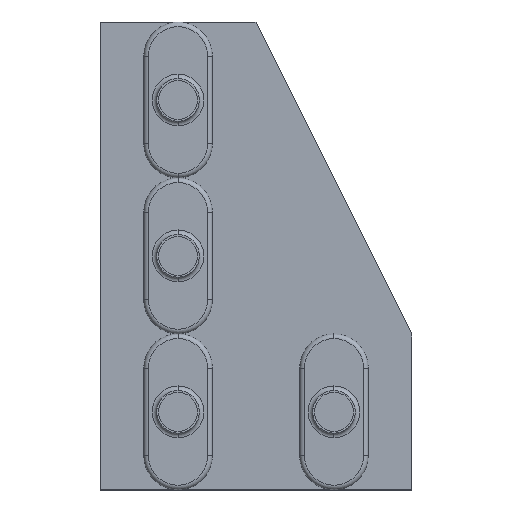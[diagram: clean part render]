
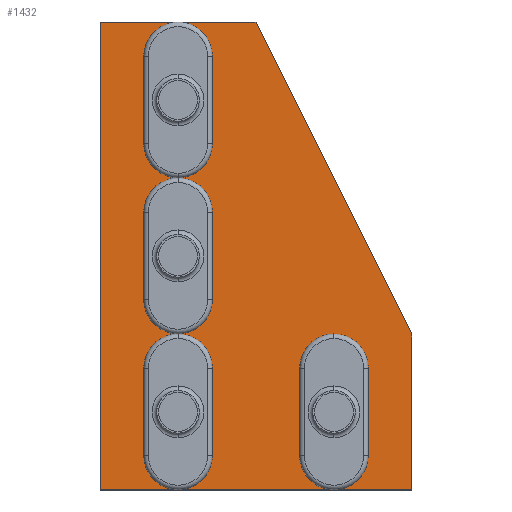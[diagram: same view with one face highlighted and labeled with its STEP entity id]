
A CAD part, top view. The second image highlights one B-rep face of the part: STEP entity #1432.
In plain terms, the highlighted planar face has unit normal (0, 0, 1).
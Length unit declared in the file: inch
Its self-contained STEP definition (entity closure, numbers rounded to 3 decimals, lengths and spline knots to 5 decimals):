
#1 = VERTEX_POINT ( 'NONE', #1451 ) ;
#151 = CARTESIAN_POINT ( 'NONE',  ( 0.6285, 1.5, 0.188 ) ) ;
#157 = CIRCLE ( 'NONE', #158, 0.1285 ) ;
#158 = AXIS2_PLACEMENT_3D ( 'NONE', #159, #161, #162 ) ;
#159 = CARTESIAN_POINT ( 'NONE',  ( 0.5, 1.5, 0.188 ) ) ;
#161 = DIRECTION ( 'NONE',  ( 0., 0., 1. ) ) ;
#162 = DIRECTION ( 'NONE',  ( 1., 0., 0. ) ) ;
#193 = VERTEX_POINT ( 'NONE', #1526 ) ;
#194 = EDGE_CURVE ( 'NONE', #702, #1295, #1527, .T. ) ;
#211 = EDGE_CURVE ( 'NONE', #2132, #1, #1536, .T. ) ;
#238 = CIRCLE ( 'NONE', #239, 0.1285 ) ;
#239 = AXIS2_PLACEMENT_3D ( 'NONE', #240, #241, #242 ) ;
#240 = CARTESIAN_POINT ( 'NONE',  ( 0.5, 1.5, 0.188 ) ) ;
#241 = DIRECTION ( 'NONE',  ( 0., 0., 1. ) ) ;
#242 = DIRECTION ( 'NONE',  ( 1., 0., 0. ) ) ;
#291 = CARTESIAN_POINT ( 'NONE',  ( 0.6285, 0.5, 0.188 ) ) ;
#296 = VERTEX_POINT ( 'NONE', #1597 ) ;
#348 = FACE_BOUND ( 'NONE', #1399, .T. ) ;
#349 = FACE_BOUND ( 'NONE', #2084, .T. ) ;
#350 = FACE_BOUND ( 'NONE', #2001, .T. ) ;
#351 = FACE_BOUND ( 'NONE', #1347, .T. ) ;
#352 = FACE_OUTER_BOUND ( 'NONE', #1238, .T. ) ;
#353 = PLANE ( 'NONE',  #354 ) ;
#354 = AXIS2_PLACEMENT_3D ( 'NONE', #355, #356, #357 ) ;
#355 = CARTESIAN_POINT ( 'NONE',  ( 0., 0., 0.188 ) ) ;
#356 = DIRECTION ( 'NONE',  ( 0., 0., -1. ) ) ;
#357 = DIRECTION ( 'NONE',  ( -1., 0., 0. ) ) ;
#388 = CARTESIAN_POINT ( 'NONE',  ( 1.3715, 0.5, 0.188 ) ) ;
#390 = LINE ( 'NONE', #391, #392 ) ;
#391 = CARTESIAN_POINT ( 'NONE',  ( 1., 3., 0.188 ) ) ;
#392 = VECTOR ( 'NONE', #393, 39.37008 ) ;
#393 = DIRECTION ( 'NONE',  ( -0.447, 0.894, 0. ) ) ;
#395 = CIRCLE ( 'NONE', #397, 0.1285 ) ;
#397 = AXIS2_PLACEMENT_3D ( 'NONE', #398, #399, #400 ) ;
#398 = CARTESIAN_POINT ( 'NONE',  ( 0.5, 0.5, 0.188 ) ) ;
#399 = DIRECTION ( 'NONE',  ( 0., 0., 1. ) ) ;
#400 = DIRECTION ( 'NONE',  ( 1., 0., 0. ) ) ;
#401 = LINE ( 'NONE', #402, #403 ) ;
#402 = CARTESIAN_POINT ( 'NONE',  ( 2., 1., 0.188 ) ) ;
#403 = VECTOR ( 'NONE', #404, 39.37008 ) ;
#404 = DIRECTION ( 'NONE',  ( 0., 1., 0. ) ) ;
#405 = CIRCLE ( 'NONE', #406, 0.1285 ) ;
#406 = AXIS2_PLACEMENT_3D ( 'NONE', #407, #408, #409 ) ;
#407 = CARTESIAN_POINT ( 'NONE',  ( 1.5, 0.5, 0.188 ) ) ;
#408 = DIRECTION ( 'NONE',  ( 0., 0., 1. ) ) ;
#409 = DIRECTION ( 'NONE',  ( 1., 0., 0. ) ) ;
#433 = LINE ( 'NONE', #434, #435 ) ;
#434 = CARTESIAN_POINT ( 'NONE',  ( 2., 0., 0.188 ) ) ;
#435 = VECTOR ( 'NONE', #436, 39.37008 ) ;
#436 = DIRECTION ( 'NONE',  ( 1., 0., 0. ) ) ;
#630 = EDGE_CURVE ( 'NONE', #1237, #2126, #1700, .T. ) ;
#669 = ORIENTED_EDGE ( 'NONE', *, *, #1444, .T. ) ;
#702 = VERTEX_POINT ( 'NONE', #1712 ) ;
#1147 = VERTEX_POINT ( 'NONE', #151 ) ;
#1148 = ORIENTED_EDGE ( 'NONE', *, *, #1503, .T. ) ;
#1224 = EDGE_CURVE ( 'NONE', #2011, #1147, #238, .T. ) ;
#1232 = VERTEX_POINT ( 'NONE', #291 ) ;
#1237 = VERTEX_POINT ( 'NONE', #388 ) ;
#1238 = EDGE_LOOP ( 'NONE', ( #1148, #669, #1979, #1651, #1415 ) ) ;
#1243 = EDGE_CURVE ( 'NONE', #1291, #1232, #395, .T. ) ;
#1255 = ORIENTED_EDGE ( 'NONE', *, *, #1243, .F. ) ;
#1281 = EDGE_CURVE ( 'NONE', #1232, #1291, #1498, .T. ) ;
#1291 = VERTEX_POINT ( 'NONE', #1594 ) ;
#1295 = VERTEX_POINT ( 'NONE', #1604 ) ;
#1301 = ORIENTED_EDGE ( 'NONE', *, *, #1281, .F. ) ;
#1335 = ORIENTED_EDGE ( 'NONE', *, *, #2123, .F. ) ;
#1347 = EDGE_LOOP ( 'NONE', ( #1301, #1255 ) ) ;
#1382 = ORIENTED_EDGE ( 'NONE', *, *, #630, .F. ) ;
#1399 = EDGE_LOOP ( 'NONE', ( #1335, #2094 ) ) ;
#1415 = ORIENTED_EDGE ( 'NONE', *, *, #194, .T. ) ;
#1432 = ADVANCED_FACE ( 'NONE', ( #348, #349, #350, #351, #352 ), #353, .F. ) ;
#1440 = EDGE_CURVE ( 'NONE', #296, #1988, #390, .T. ) ;
#1444 = EDGE_CURVE ( 'NONE', #193, #296, #401, .T. ) ;
#1445 = EDGE_CURVE ( 'NONE', #2126, #1237, #405, .T. ) ;
#1451 = CARTESIAN_POINT ( 'NONE',  ( 0.6285, 2.5, 0.188 ) ) ;
#1498 = CIRCLE ( 'NONE', #1499, 0.1285 ) ;
#1499 = AXIS2_PLACEMENT_3D ( 'NONE', #1500, #1501, #1502 ) ;
#1500 = CARTESIAN_POINT ( 'NONE',  ( 0.5, 0.5, 0.188 ) ) ;
#1501 = DIRECTION ( 'NONE',  ( 0., 0., 1. ) ) ;
#1502 = DIRECTION ( 'NONE',  ( 1., 0., 0. ) ) ;
#1503 = EDGE_CURVE ( 'NONE', #1295, #193, #433, .T. ) ;
#1526 = CARTESIAN_POINT ( 'NONE',  ( 2., 0., 0.188 ) ) ;
#1527 = LINE ( 'NONE', #1528, #1529 ) ;
#1528 = CARTESIAN_POINT ( 'NONE',  ( 0., 0., 0.188 ) ) ;
#1529 = VECTOR ( 'NONE', #1530, 39.37008 ) ;
#1530 = DIRECTION ( 'NONE',  ( 0., -1., 0. ) ) ;
#1536 = CIRCLE ( 'NONE', #1537, 0.1285 ) ;
#1537 = AXIS2_PLACEMENT_3D ( 'NONE', #1538, #1539, #1542 ) ;
#1538 = CARTESIAN_POINT ( 'NONE',  ( 0.5, 2.5, 0.188 ) ) ;
#1539 = DIRECTION ( 'NONE',  ( 0., 0., 1. ) ) ;
#1542 = DIRECTION ( 'NONE',  ( 1., 0., 0. ) ) ;
#1572 = CARTESIAN_POINT ( 'NONE',  ( 1., 3., 0.188 ) ) ;
#1594 = CARTESIAN_POINT ( 'NONE',  ( 0.3715, 0.5, 0.188 ) ) ;
#1597 = CARTESIAN_POINT ( 'NONE',  ( 2., 1., 0.188 ) ) ;
#1604 = CARTESIAN_POINT ( 'NONE',  ( 0., 0., 0.188 ) ) ;
#1650 = EDGE_CURVE ( 'NONE', #1988, #702, #1752, .T. ) ;
#1651 = ORIENTED_EDGE ( 'NONE', *, *, #1650, .T. ) ;
#1675 = CIRCLE ( 'NONE', #1676, 0.1285 ) ;
#1676 = AXIS2_PLACEMENT_3D ( 'NONE', #1677, #1678, #1679 ) ;
#1677 = CARTESIAN_POINT ( 'NONE',  ( 0.5, 2.5, 0.188 ) ) ;
#1678 = DIRECTION ( 'NONE',  ( 0., 0., 1. ) ) ;
#1679 = DIRECTION ( 'NONE',  ( 1., 0., 0. ) ) ;
#1685 = CARTESIAN_POINT ( 'NONE',  ( 1.6285, 0.5, 0.188 ) ) ;
#1700 = CIRCLE ( 'NONE', #1701, 0.1285 ) ;
#1701 = AXIS2_PLACEMENT_3D ( 'NONE', #1702, #1703, #1704 ) ;
#1702 = CARTESIAN_POINT ( 'NONE',  ( 1.5, 0.5, 0.188 ) ) ;
#1703 = DIRECTION ( 'NONE',  ( 0., 0., 1. ) ) ;
#1704 = DIRECTION ( 'NONE',  ( 1., 0., 0. ) ) ;
#1711 = CARTESIAN_POINT ( 'NONE',  ( 0.3715, 2.5, 0.188 ) ) ;
#1712 = CARTESIAN_POINT ( 'NONE',  ( 0., 3., 0.188 ) ) ;
#1719 = CARTESIAN_POINT ( 'NONE',  ( 0.3715, 1.5, 0.188 ) ) ;
#1752 = LINE ( 'NONE', #1753, #1754 ) ;
#1753 = CARTESIAN_POINT ( 'NONE',  ( 0., 3., 0.188 ) ) ;
#1754 = VECTOR ( 'NONE', #1755, 39.37008 ) ;
#1755 = DIRECTION ( 'NONE',  ( -1., 0., 0. ) ) ;
#1781 = ORIENTED_EDGE ( 'NONE', *, *, #1445, .F. ) ;
#1979 = ORIENTED_EDGE ( 'NONE', *, *, #1440, .T. ) ;
#1988 = VERTEX_POINT ( 'NONE', #1572 ) ;
#2001 = EDGE_LOOP ( 'NONE', ( #1781, #1382 ) ) ;
#2008 = ORIENTED_EDGE ( 'NONE', *, *, #1224, .F. ) ;
#2011 = VERTEX_POINT ( 'NONE', #1719 ) ;
#2032 = EDGE_CURVE ( 'NONE', #1147, #2011, #157, .T. ) ;
#2053 = ORIENTED_EDGE ( 'NONE', *, *, #2032, .F. ) ;
#2084 = EDGE_LOOP ( 'NONE', ( #2053, #2008 ) ) ;
#2094 = ORIENTED_EDGE ( 'NONE', *, *, #211, .F. ) ;
#2123 = EDGE_CURVE ( 'NONE', #1, #2132, #1675, .T. ) ;
#2126 = VERTEX_POINT ( 'NONE', #1685 ) ;
#2132 = VERTEX_POINT ( 'NONE', #1711 ) ;
